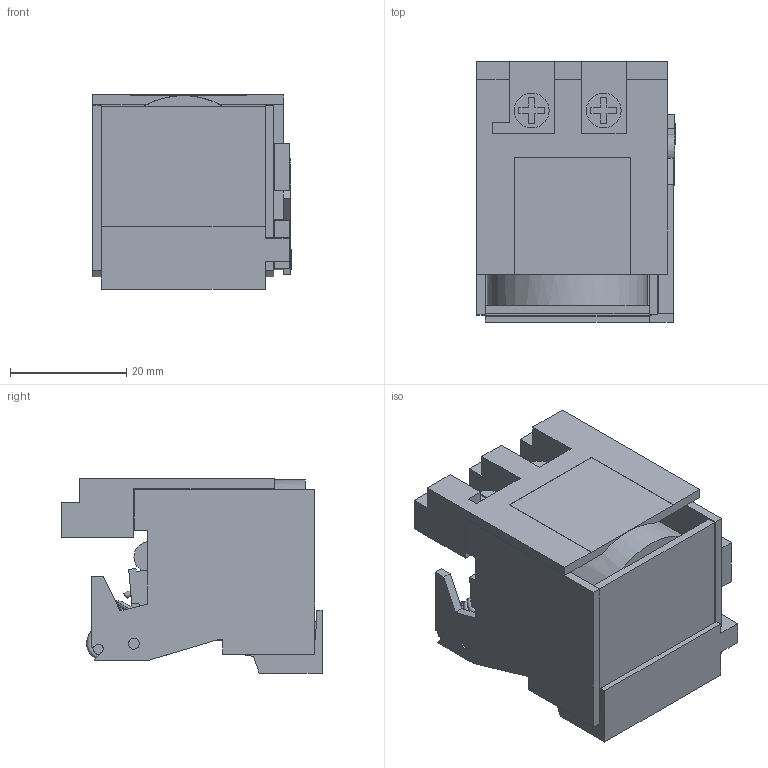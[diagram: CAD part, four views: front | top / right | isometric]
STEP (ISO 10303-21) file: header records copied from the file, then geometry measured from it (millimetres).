
FILE_DESCRIPTION((''),'2;1');
FILE_NAME('SB100143_3D-SOFTWARE_COLOUR','2013-07-29T',('SESA224493'),('Schneider-Electric'),'PRO/ENGINEER BY PARAMETRIC TECHNOLOGY CORPORATION, 2011410','PRO/ENGINEER BY PARAMETRIC TECHNOLOGY CORPORATION, 2011410','');
FILE_SCHEMA(('CONFIG_CONTROL_DESIGN'));
Length unit declared in the file: millimetre
Products named in the file (1): SB100143_3D-SOFTWARE_COLOUR
Bounding box: 34.2 x 44.85 x 33.45 mm (x, y, z)
Volume: 27585 mm3; surface area: 14960.6 mm2
Topology: 1 solids, 1 shells, 275 faces, 784 edges, 519 vertices
Faces by surface type: plane 187, cylinder 56, torus 16, bspline 16
Entity records: 12124 total; most frequent: CARTESIAN_POINT 4992, ORIENTED_EDGE 1568, DIRECTION 1349, EDGE_CURVE 784, VERTEX_POINT 519, VECTOR 511, LINE 511, AXIS2_PLACEMENT_3D 419
